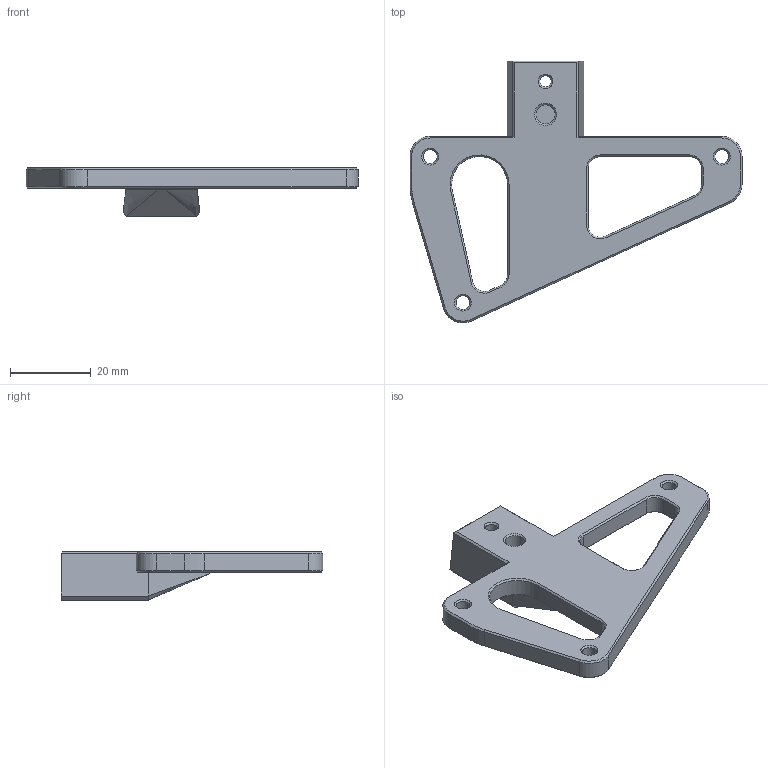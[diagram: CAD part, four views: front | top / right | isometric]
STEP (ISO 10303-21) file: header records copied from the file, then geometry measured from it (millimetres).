
FILE_DESCRIPTION(('FreeCAD Model'),'2;1');
FILE_NAME('Open CASCADE Shape Model','2024-08-22T19:59:49',(''),(''), 'Open CASCADE STEP processor 7.7','FreeCAD','Unknown');
FILE_SCHEMA(('AUTOMOTIVE_DESIGN { 1 0 10303 214 1 1 1 1 }'));
Length unit declared in the file: millimetre
Products named in the file (1): Bottom
Bounding box: 82.06 x 64.65 x 11.89 mm (x, y, z)
Volume: 13721.4 mm3; surface area: 7017.9 mm2
Topology: 1 solids, 1 shells, 112 faces, 264 edges, 156 vertices
Faces by surface type: plane 55, cone 34, cylinder 18, bspline 5
Full cylindrical faces by diameter (mm): 2.8 x1, 3.4 x3, 4.7 x1, 6.25 x1
Entity records: 3178 total; most frequent: CARTESIAN_POINT 554, DIRECTION 544, ORIENTED_EDGE 528, EDGE_CURVE 264, LINE 188, VECTOR 188, AXIS2_PLACEMENT_3D 178, VERTEX_POINT 156
